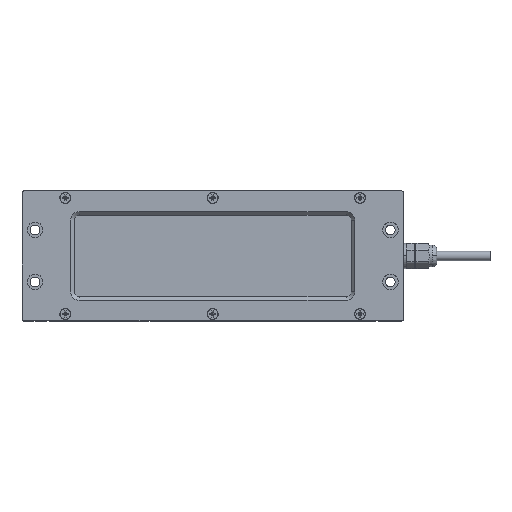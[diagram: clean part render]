
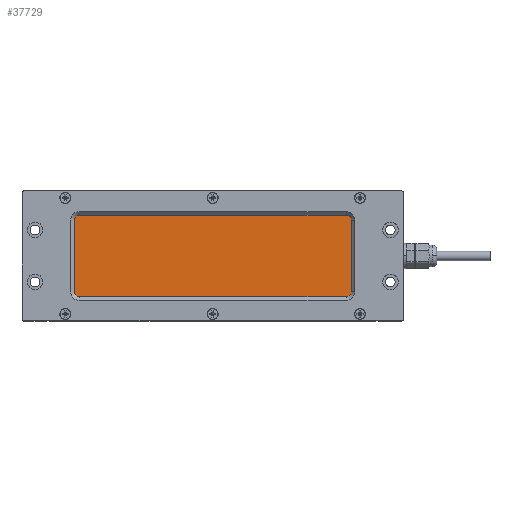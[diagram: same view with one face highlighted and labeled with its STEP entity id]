
A CAD part, top view. The second image highlights one B-rep face of the part: STEP entity #37729.
In plain terms, the highlighted planar face has unit normal (0, 0, 1).
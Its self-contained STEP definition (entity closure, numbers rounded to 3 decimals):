
#36616=CARTESIAN_POINT('',(15.0,-36.5,23.));
#36617=VERTEX_POINT('',#36616);
#36626=CARTESIAN_POINT('',(205.,-36.5,23.));
#36627=VERTEX_POINT('',#36626);
#36635=CARTESIAN_POINT('',(15.0,-36.5,23.));
#36636=DIRECTION('',(1.0,0.0,0.0));
#36637=VECTOR('',#36636,190.);
#36638=LINE('',#36635,#36637);
#36639=EDGE_CURVE('',#36617,#36627,#36638,.T.);
#37699=CARTESIAN_POINT('',(15.0,-36.5,23.));
#37700=DIRECTION('',(0.0,0.0,1.0));
#37701=DIRECTION('',(1.0,0.0,0.0));
#37702=AXIS2_PLACEMENT_3D('',#37699,#37700,#37701);
#37703=PLANE('',#37702);
#37704=CARTESIAN_POINT('',(205.,36.5,23.));
#37705=VERTEX_POINT('',#37704);
#37706=CARTESIAN_POINT('',(205.0,-36.5,23.));
#37707=DIRECTION('',(0.0,1.0,0.0));
#37708=VECTOR('',#37707,73.);
#37709=LINE('',#37706,#37708);
#37710=EDGE_CURVE('',#36627,#37705,#37709,.T.);
#37711=ORIENTED_EDGE('',*,*,#37710,.T.);
#37712=CARTESIAN_POINT('',(15.0,36.5,23.));
#37713=VERTEX_POINT('',#37712);
#37714=CARTESIAN_POINT('',(15.0,36.5,23.));
#37715=DIRECTION('',(1.0,0.0,0.0));
#37716=VECTOR('',#37715,190.);
#37717=LINE('',#37714,#37716);
#37718=EDGE_CURVE('',#37713,#37705,#37717,.T.);
#37719=ORIENTED_EDGE('',*,*,#37718,.F.);
#37720=CARTESIAN_POINT('',(15.0,36.5,23.));
#37721=DIRECTION('',(0.0,-1.0,0.0));
#37722=VECTOR('',#37721,73.);
#37723=LINE('',#37720,#37722);
#37724=EDGE_CURVE('',#37713,#36617,#37723,.T.);
#37725=ORIENTED_EDGE('',*,*,#37724,.T.);
#37726=ORIENTED_EDGE('',*,*,#36639,.T.);
#37727=EDGE_LOOP('',(#37711,#37719,#37725,#37726));
#37728=FACE_OUTER_BOUND('',#37727,.T.);
#37729=ADVANCED_FACE('',(#37728),#37703,.T.);
